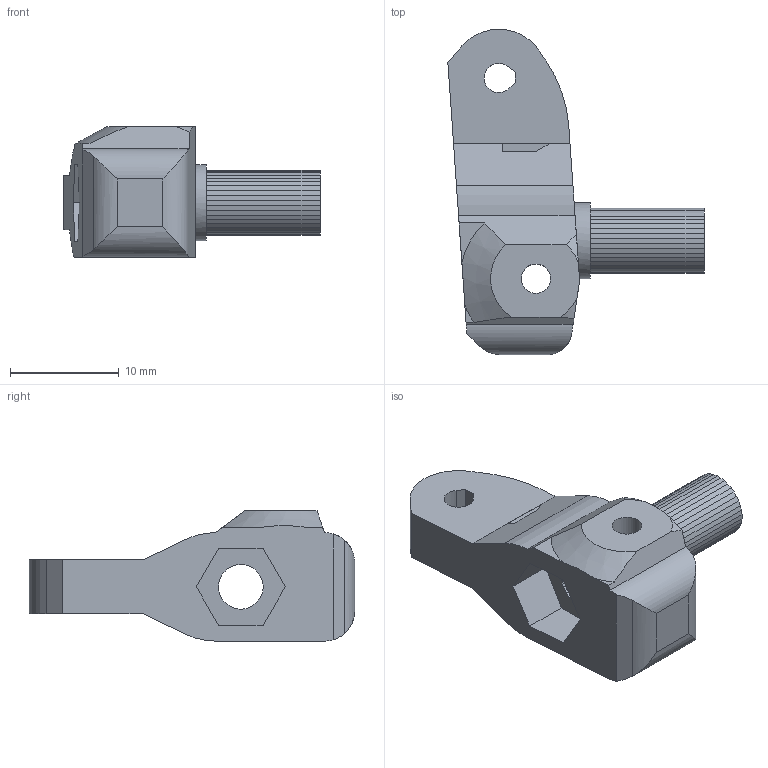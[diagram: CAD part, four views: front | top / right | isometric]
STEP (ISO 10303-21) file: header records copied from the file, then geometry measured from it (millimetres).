
FILE_DESCRIPTION(('FreeCAD Model'),'2;1');
FILE_NAME('Open CASCADE Shape Model','2024-09-11T19:00:48',(''),(''), 'Open CASCADE STEP processor 7.8','FreeCAD','Unknown');
FILE_SCHEMA(('AUTOMOTIVE_DESIGN { 1 0 10303 214 1 1 1 1 }'));
Length unit declared in the file: millimetre
Products named in the file (1): Pocket053032743
Bounding box: 23.62 x 30 x 12 mm (x, y, z)
Volume: 2304 mm3; surface area: 1860.9 mm2
Topology: 1 solids, 1 shells, 174 faces, 500 edges, 333 vertices
Faces by surface type: plane 155, cylinder 15, cone 4
Full cylindrical faces by diameter (mm): 2.7 x1, 3.2 x1, 4.2 x1, 7 x1
Entity records: 5703 total; most frequent: CARTESIAN_POINT 1072, ORIENTED_EDGE 1000, DIRECTION 885, EDGE_CURVE 500, LINE 453, VECTOR 453, VERTEX_POINT 333, AXIS2_PLACEMENT_3D 216
